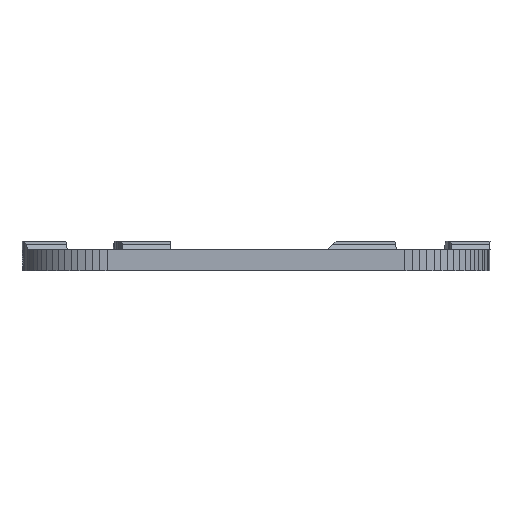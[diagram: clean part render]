
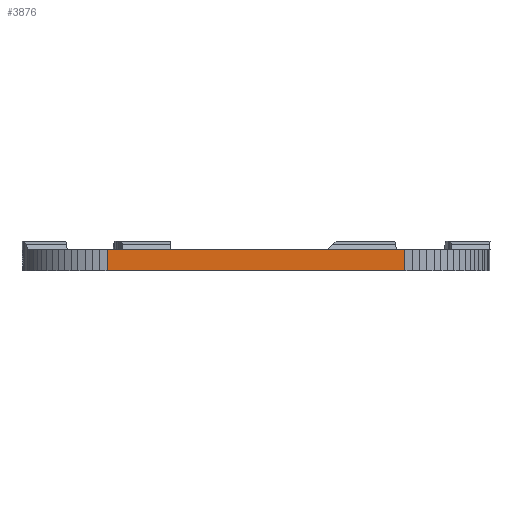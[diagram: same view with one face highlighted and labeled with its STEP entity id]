
A CAD part, front view. The second image highlights one B-rep face of the part: STEP entity #3876.
In plain terms, the highlighted planar face has unit normal (0, -1, 0).
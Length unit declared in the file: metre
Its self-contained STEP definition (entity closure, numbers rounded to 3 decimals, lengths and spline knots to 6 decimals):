
#3876 = ADVANCED_FACE( '', ( #7803 ), #7804, .T. );
#7803 = FACE_OUTER_BOUND( '', #11762, .T. );
#7804 = PLANE( '', #11763 );
#11762 = EDGE_LOOP( '', ( #22881, #22882, #22883, #22884 ) );
#11763 = AXIS2_PLACEMENT_3D( '', #22885, #22886, #22887 );
#22881 = ORIENTED_EDGE( '', *, *, #27250, .F. );
#22882 = ORIENTED_EDGE( '', *, *, #27523, .T. );
#22883 = ORIENTED_EDGE( '', *, *, #24701, .T. );
#22884 = ORIENTED_EDGE( '', *, *, #26592, .F. );
#22885 = CARTESIAN_POINT( '', ( 0.081476, -0.501419, 0.058694 ) );
#22886 = DIRECTION( '', ( 0., -1., 0. ) );
#22887 = DIRECTION( '', ( 1., 0., 0. ) );
#24701 = EDGE_CURVE( '', #30055, #30053, #30056, .T. );
#26592 = EDGE_CURVE( '', #32567, #30053, #32569, .T. );
#27250 = EDGE_CURVE( '', #33328, #32567, #33330, .T. );
#27523 = EDGE_CURVE( '', #33328, #30055, #33609, .T. );
#30053 = VERTEX_POINT( '', #37281 );
#30055 = VERTEX_POINT( '', #37284 );
#30056 = LINE( '', #37285, #37286 );
#32567 = VERTEX_POINT( '', #41109 );
#32569 = LINE( '', #41112, #41113 );
#33328 = VERTEX_POINT( '', #42246 );
#33330 = LINE( '', #42249, #42250 );
#33609 = LINE( '', #42646, #42647 );
#37281 = CARTESIAN_POINT( '', ( 0.081476, -0.501419, 0.058694 ) );
#37284 = CARTESIAN_POINT( '', ( 0.151476, -0.501419, 0.058694 ) );
#37285 = CARTESIAN_POINT( '', ( 0.151476, -0.501419, 0.058694 ) );
#37286 = VECTOR( '', #43986, 1. );
#41109 = CARTESIAN_POINT( '', ( 0.081476, -0.501419, 0.053694 ) );
#41112 = CARTESIAN_POINT( '', ( 0.081476, -0.501419, 0.053694 ) );
#41113 = VECTOR( '', #45379, 1. );
#42246 = CARTESIAN_POINT( '', ( 0.151476, -0.501419, 0.053694 ) );
#42249 = CARTESIAN_POINT( '', ( 0.151476, -0.501419, 0.053694 ) );
#42250 = VECTOR( '', #45793, 1. );
#42646 = CARTESIAN_POINT( '', ( 0.151476, -0.501419, 0.053694 ) );
#42647 = VECTOR( '', #45920, 1. );
#43986 = DIRECTION( '', ( -1., 0., 0. ) );
#45379 = DIRECTION( '', ( 0., 0., 1. ) );
#45793 = DIRECTION( '', ( -1., 0., 0. ) );
#45920 = DIRECTION( '', ( 0., 0., 1. ) );
